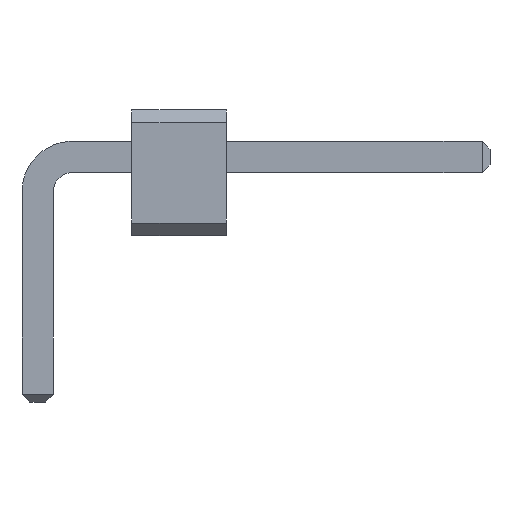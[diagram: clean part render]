
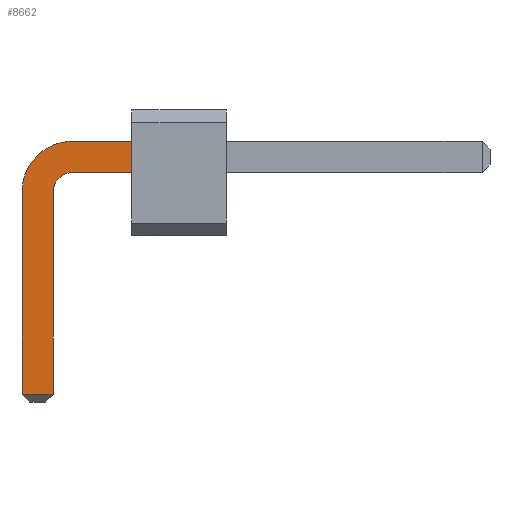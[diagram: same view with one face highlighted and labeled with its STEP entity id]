
A CAD part, front view. The second image highlights one B-rep face of the part: STEP entity #8662.
In plain terms, the highlighted planar face has unit normal (0, -1, 0).
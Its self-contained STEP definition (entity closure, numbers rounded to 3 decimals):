
#2806 = VERTEX_POINT('',#2807);
#2807 = CARTESIAN_POINT('',(1.5,-32.25,1.25));
#2815 = EDGE_CURVE('',#2806,#2816,#2818,.T.);
#2816 = VERTEX_POINT('',#2817);
#2817 = CARTESIAN_POINT('',(1.5,-32.25,0.75));
#2818 = LINE('',#2819,#2820);
#2819 = CARTESIAN_POINT('',(1.5,-32.25,0.499));
#2820 = VECTOR('',#2821,1.);
#2821 = DIRECTION('',(0.,0.,-1.));
#8562 = VERTEX_POINT('',#8563);
#8563 = CARTESIAN_POINT('',(0.5,-32.25,1.25));
#8569 = EDGE_CURVE('',#8562,#2806,#8570,.T.);
#8570 = LINE('',#8571,#8572);
#8571 = CARTESIAN_POINT('',(0.5,-32.25,1.25));
#8572 = VECTOR('',#8573,1.);
#8573 = DIRECTION('',(1.,0.,0.));
#8644 = EDGE_CURVE('',#2816,#8645,#8647,.T.);
#8645 = VERTEX_POINT('',#8646);
#8646 = CARTESIAN_POINT('',(0.5,-32.25,0.75));
#8647 = LINE('',#8648,#8649);
#8648 = CARTESIAN_POINT('',(7.2,-32.25,0.75));
#8649 = VECTOR('',#8650,1.);
#8650 = DIRECTION('',(-1.,0.,0.));
#8662 = ADVANCED_FACE('',(#8663),#8708,.F.);
#8663 = FACE_BOUND('',#8664,.F.);
#8664 = EDGE_LOOP('',(#8665,#8666,#8667,#8676,#8684,#8692,#8700,#8707));
#8665 = ORIENTED_EDGE('',*,*,#2815,.T.);
#8666 = ORIENTED_EDGE('',*,*,#8644,.T.);
#8667 = ORIENTED_EDGE('',*,*,#8668,.T.);
#8668 = EDGE_CURVE('',#8645,#8669,#8671,.T.);
#8669 = VERTEX_POINT('',#8670);
#8670 = CARTESIAN_POINT('',(0.25,-32.25,0.5));
#8671 = CIRCLE('',#8672,0.324);
#8672 = AXIS2_PLACEMENT_3D('',#8673,#8674,#8675);
#8673 = CARTESIAN_POINT('',(0.567,-32.25,0.433));
#8674 = DIRECTION('',(0.,-1.,0.));
#8675 = DIRECTION('',(-0.207,0.,0.978)
);
#8676 = ORIENTED_EDGE('',*,*,#8677,.T.);
#8677 = EDGE_CURVE('',#8669,#8678,#8680,.T.);
#8678 = VERTEX_POINT('',#8679);
#8679 = CARTESIAN_POINT('',(0.25,-32.25,-2.775));
#8680 = LINE('',#8681,#8682);
#8681 = CARTESIAN_POINT('',(0.25,-32.25,0.5));
#8682 = VECTOR('',#8683,1.);
#8683 = DIRECTION('',(0.,0.,-1.));
#8684 = ORIENTED_EDGE('',*,*,#8685,.T.);
#8685 = EDGE_CURVE('',#8678,#8686,#8688,.T.);
#8686 = VERTEX_POINT('',#8687);
#8687 = CARTESIAN_POINT('',(-0.25,-32.25,-2.775));
#8688 = LINE('',#8689,#8690);
#8689 = CARTESIAN_POINT('',(0.25,-32.25,-2.775));
#8690 = VECTOR('',#8691,1.);
#8691 = DIRECTION('',(-1.,0.,0.));
#8692 = ORIENTED_EDGE('',*,*,#8693,.T.);
#8693 = EDGE_CURVE('',#8686,#8694,#8696,.T.);
#8694 = VERTEX_POINT('',#8695);
#8695 = CARTESIAN_POINT('',(-0.25,-32.25,0.5));
#8696 = LINE('',#8697,#8698);
#8697 = CARTESIAN_POINT('',(-0.25,-32.25,-2.9));
#8698 = VECTOR('',#8699,1.);
#8699 = DIRECTION('',(0.,0.,1.));
#8700 = ORIENTED_EDGE('',*,*,#8701,.T.);
#8701 = EDGE_CURVE('',#8694,#8562,#8702,.T.);
#8702 = CIRCLE('',#8703,0.808);
#8703 = AXIS2_PLACEMENT_3D('',#8704,#8705,#8706);
#8704 = CARTESIAN_POINT('',(0.556,-32.25,0.444));
#8705 = DIRECTION('',(0.,1.,0.));
#8706 = DIRECTION('',(-0.998,0.,
0.069));
#8707 = ORIENTED_EDGE('',*,*,#8569,.T.);
#8708 = PLANE('',#8709);
#8709 = AXIS2_PLACEMENT_3D('',#8710,#8711,#8712);
#8710 = CARTESIAN_POINT('',(2.437,-32.25,0.248));
#8711 = DIRECTION('',(0.,1.,-0.));
#8712 = DIRECTION('',(0.,0.,-1.));
